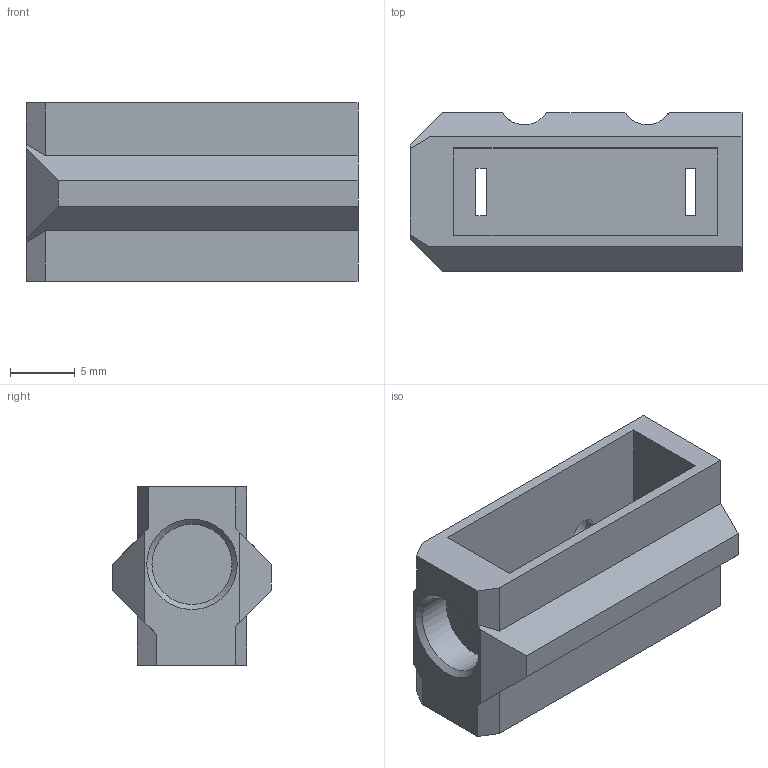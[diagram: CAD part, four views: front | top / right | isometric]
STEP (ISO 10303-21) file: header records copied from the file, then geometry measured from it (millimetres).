
FILE_DESCRIPTION(/* description */ (''),/* implementation_level */ '2;1');
FILE_NAME(/* name */ 'probe_block.step',/* time_stamp */ '2024-07-18T23:40:49+05:30',/* author */ (''),/* organization */ (''),/* preprocessor_version */ 'ST-DEVELOPER v20',/* originating_system */ 'Autodesk Translation Framework v13.14.0.145',/* authorisation */ '');
FILE_SCHEMA (('AUTOMOTIVE_DESIGN { 1 0 10303 214 3 1 1 }'));
Length unit declared in the file: millimetre
Products named in the file (1): probe_block
Bounding box: 25.7 x 12.3 x 13.8 mm (x, y, z)
Volume: 1628.4 mm3; surface area: 2227.3 mm2
Topology: 1 solids, 1 shells, 84 faces, 217 edges, 139 vertices
Faces by surface type: plane 56, cylinder 13, cone 11, bspline 4
Full cylindrical faces by diameter (mm): 1.6 x2, 2.2 x2, 3.6 x2, 6.2 x1
Entity records: 2722 total; most frequent: CARTESIAN_POINT 649, ORIENTED_EDGE 434, DIRECTION 400, EDGE_CURVE 217, LINE 140, VECTOR 140, VERTEX_POINT 139, AXIS2_PLACEMENT_3D 130
